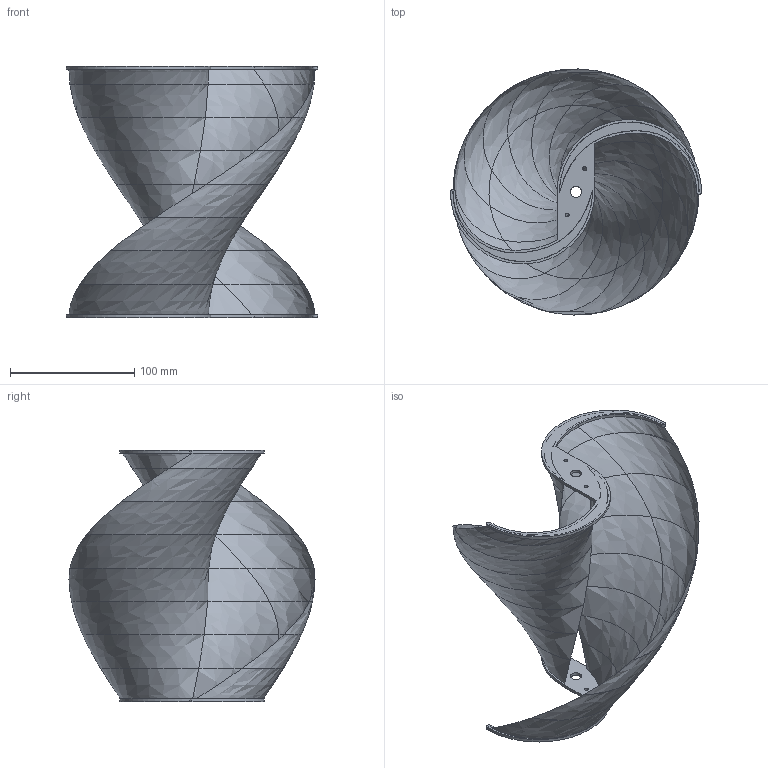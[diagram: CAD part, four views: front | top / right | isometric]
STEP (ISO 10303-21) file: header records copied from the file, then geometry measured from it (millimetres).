
FILE_DESCRIPTION(/* description */ (''),/* implementation_level */ '2;1');
FILE_NAME(/* name */ 'Savonius Turbine.step',/* time_stamp */ '2025-05-09T22:32:31-05:00',/* author */ (''),/* organization */ (''),/* preprocessor_version */ 'ST-DEVELOPER v20.1',/* originating_system */ 'Autodesk Translation Framework v14.4.0.0',/* authorisation */ '');
FILE_SCHEMA (('AUTOMOTIVE_DESIGN { 1 0 10303 214 3 1 1 }'));
Length unit declared in the file: millimetre
Products named in the file (2): (Unsaved); Savonius Turbine
Assembly tree (1 placements, depth 2):
  (Unsaved)
    Savonius Turbine
Bounding box: 202.4 x 198.34 x 202.4 mm (x, y, z)
Volume: 289445.9 mm3; surface area: 173369.7 mm2
Topology: 2 solids, 2 shells, 102 faces, 238 edges, 142 vertices
Faces by surface type: bspline 78, plane 12, cylinder 12
Full cylindrical faces by diameter (mm): 3.1 x4, 9 x2
Entity records: 6842 total; most frequent: CARTESIAN_POINT 4977, ORIENTED_EDGE 480, EDGE_CURVE 240, DIRECTION 162, B_SPLINE_CURVE_WITH_KNOTS 156, VERTEX_POINT 142, EDGE_LOOP 120, FACE_OUTER_BOUND 102
